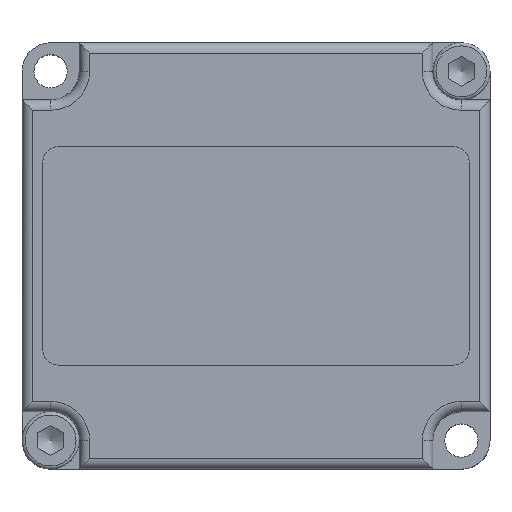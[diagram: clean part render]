
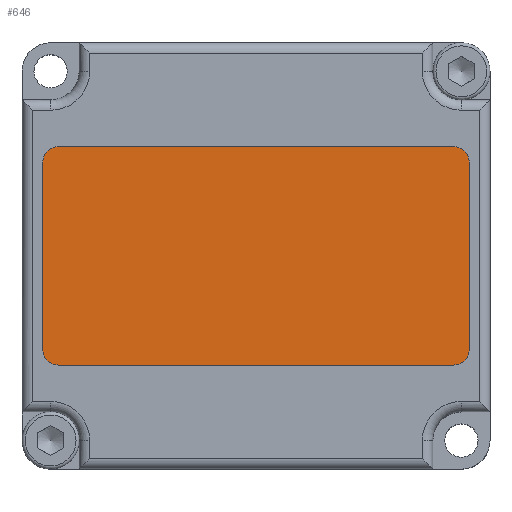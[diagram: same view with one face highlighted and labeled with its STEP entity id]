
A CAD part, top view. The second image highlights one B-rep face of the part: STEP entity #646.
In plain terms, the highlighted planar face has unit normal (0, 0, 1).
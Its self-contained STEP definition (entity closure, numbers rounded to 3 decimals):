
#646=ADVANCED_FACE('',(#6079),#6081,.T.);
#6079=FACE_BOUND('',#6080,.T.);
#6080=EDGE_LOOP('',(#10803,#10804,#10805,#10806,#10807,#10808,#10809,#10810));
#6081=PLANE('',#6082);
#6082=AXIS2_PLACEMENT_3D('',#6083,#6084,#6085);
#6083=CARTESIAN_POINT('',(0.,0.,12.7));
#6084=DIRECTION('',(0.,0.,1.));
#6085=DIRECTION('',(1.,0.,0.));
#10803=ORIENTED_EDGE('',*,*,#13750,.T.);
#10804=ORIENTED_EDGE('',*,*,#13748,.T.);
#10805=ORIENTED_EDGE('',*,*,#13746,.T.);
#10806=ORIENTED_EDGE('',*,*,#13744,.T.);
#10807=ORIENTED_EDGE('',*,*,#13742,.T.);
#10808=ORIENTED_EDGE('',*,*,#13740,.T.);
#10809=ORIENTED_EDGE('',*,*,#13738,.T.);
#10810=ORIENTED_EDGE('',*,*,#13736,.T.);
#13736=EDGE_CURVE('',#15285,#15283,#15286,.T.);
#13738=EDGE_CURVE('',#15288,#15285,#15289,.T.);
#13740=EDGE_CURVE('',#15291,#15288,#15292,.T.);
#13742=EDGE_CURVE('',#15294,#15291,#15295,.T.);
#13744=EDGE_CURVE('',#15297,#15294,#15298,.T.);
#13746=EDGE_CURVE('',#15300,#15297,#15301,.T.);
#13748=EDGE_CURVE('',#15303,#15300,#15304,.T.);
#13750=EDGE_CURVE('',#15283,#15303,#15306,.T.);
#15283=VERTEX_POINT('',#17839);
#15285=VERTEX_POINT('',#17843);
#15286=LINE('',#17844,#17845);
#15288=VERTEX_POINT('',#17850);
#15289=CIRCLE('',#17851,1.5);
#15291=VERTEX_POINT('',#17858);
#15292=LINE('',#17859,#17860);
#15294=VERTEX_POINT('',#17865);
#15295=CIRCLE('',#17866,1.5);
#15297=VERTEX_POINT('',#17873);
#15298=LINE('',#17874,#17875);
#15300=VERTEX_POINT('',#17880);
#15301=CIRCLE('',#17881,1.5);
#15303=VERTEX_POINT('',#17888);
#15304=LINE('',#17889,#17890);
#15306=CIRCLE('',#17895,1.5);
#17839=CARTESIAN_POINT('',(19.,-10.5,12.7));
#17843=CARTESIAN_POINT('',(-19.,-10.5,12.7));
#17844=CARTESIAN_POINT('',(-19.,-10.5,12.7));
#17845=VECTOR('',#17846,1.);
#17846=DIRECTION('',(1.,0.,0.));
#17850=CARTESIAN_POINT('',(-20.5,-9.,12.7));
#17851=AXIS2_PLACEMENT_3D('',#17852,#17853,#17854);
#17852=CARTESIAN_POINT('',(-19.,-9.,12.7));
#17853=DIRECTION('',(0.,0.,1.));
#17854=DIRECTION('',(-1.,0.,0.));
#17858=CARTESIAN_POINT('',(-20.5,9.,12.7));
#17859=CARTESIAN_POINT('',(-20.5,9.,12.7));
#17860=VECTOR('',#17861,1.);
#17861=DIRECTION('',(0.,-1.,0.));
#17865=CARTESIAN_POINT('',(-19.,10.5,12.7));
#17866=AXIS2_PLACEMENT_3D('',#17867,#17868,#17869);
#17867=CARTESIAN_POINT('',(-19.,9.,12.7));
#17868=DIRECTION('',(0.,0.,1.));
#17869=DIRECTION('',(0.,1.,0.));
#17873=CARTESIAN_POINT('',(19.,10.5,12.7));
#17874=CARTESIAN_POINT('',(19.,10.5,12.7));
#17875=VECTOR('',#17876,1.);
#17876=DIRECTION('',(-1.,0.,0.));
#17880=CARTESIAN_POINT('',(20.5,9.,12.7));
#17881=AXIS2_PLACEMENT_3D('',#17882,#17883,#17884);
#17882=CARTESIAN_POINT('',(19.,9.,12.7));
#17883=DIRECTION('',(0.,0.,1.));
#17884=DIRECTION('',(1.,0.,0.));
#17888=CARTESIAN_POINT('',(20.5,-9.,12.7));
#17889=CARTESIAN_POINT('',(20.5,-9.,12.7));
#17890=VECTOR('',#17891,1.);
#17891=DIRECTION('',(0.,1.,0.));
#17895=AXIS2_PLACEMENT_3D('',#17896,#17897,#17898);
#17896=CARTESIAN_POINT('',(19.,-9.,12.7));
#17897=DIRECTION('',(0.,0.,1.));
#17898=DIRECTION('',(0.,-1.,0.));
